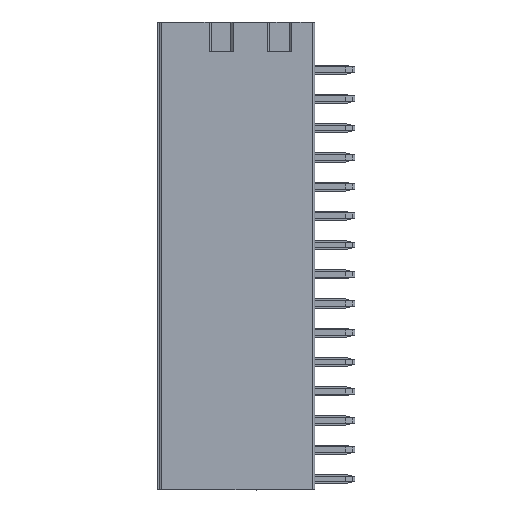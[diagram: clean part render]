
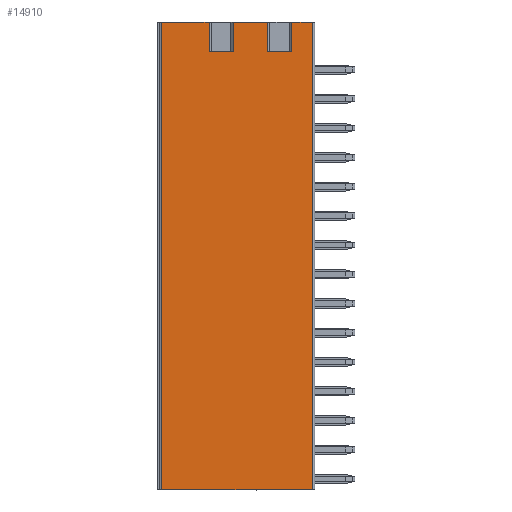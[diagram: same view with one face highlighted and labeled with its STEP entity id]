
A CAD part, top view. The second image highlights one B-rep face of the part: STEP entity #14910.
In plain terms, the highlighted planar face has unit normal (0, 0, 1).
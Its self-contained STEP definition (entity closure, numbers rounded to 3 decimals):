
#733=DIRECTION('',(0.,1.,0.));
#734=VECTOR('',#733,40.64);
#735=CARTESIAN_POINT('',(-13.3,-35.56,0.));
#736=LINE('',#735,#734);
#737=DIRECTION('',(0.,1.,0.));
#738=VECTOR('',#737,2.54);
#739=CARTESIAN_POINT('',(-9.18,2.54,0.));
#740=LINE('',#739,#738);
#741=DIRECTION('',(1.,0.,0.));
#742=VECTOR('',#741,2.1);
#743=CARTESIAN_POINT('',(-9.18,2.54,0.));
#744=LINE('',#743,#742);
#745=DIRECTION('',(0.,1.,0.));
#746=VECTOR('',#745,2.54);
#747=CARTESIAN_POINT('',(-7.08,2.54,0.));
#748=LINE('',#747,#746);
#749=DIRECTION('',(0.,1.,0.));
#750=VECTOR('',#749,2.54);
#751=CARTESIAN_POINT('',(-4.1,2.54,0.));
#752=LINE('',#751,#750);
#753=DIRECTION('',(1.,0.,0.));
#754=VECTOR('',#753,2.1);
#755=CARTESIAN_POINT('',(-4.1,2.54,0.));
#756=LINE('',#755,#754);
#757=DIRECTION('',(0.,1.,0.));
#758=VECTOR('',#757,2.54);
#759=CARTESIAN_POINT('',(-2.,2.54,0.));
#760=LINE('',#759,#758);
#761=DIRECTION('',(0.,1.,0.));
#762=VECTOR('',#761,40.64);
#763=CARTESIAN_POINT('',(-0.2,-35.56,0.));
#764=LINE('',#763,#762);
#3468=DIRECTION('',(1.,0.,0.));
#3469=VECTOR('',#3468,13.1);
#3470=CARTESIAN_POINT('',(-13.3,-35.56,0.));
#3471=LINE('',#3470,#3469);
#4243=DIRECTION('',(1.,0.,0.));
#4244=VECTOR('',#4243,2.98);
#4245=CARTESIAN_POINT('',(-7.08,5.08,0.));
#4246=LINE('',#4245,#4244);
#4259=DIRECTION('',(1.,0.,0.));
#4260=VECTOR('',#4259,4.12);
#4261=CARTESIAN_POINT('',(-13.3,5.08,0.));
#4262=LINE('',#4261,#4260);
#4348=DIRECTION('',(1.,0.,0.));
#4349=VECTOR('',#4348,1.8);
#4350=CARTESIAN_POINT('',(-2.,5.08,0.));
#4351=LINE('',#4350,#4349);
#11196=CARTESIAN_POINT('',(-13.3,5.08,0.));
#11197=VERTEX_POINT('',#11196);
#11198=CARTESIAN_POINT('',(-0.2,5.08,0.));
#11200=VERTEX_POINT('',#11198);
#11279=CARTESIAN_POINT('',(-4.1,5.08,0.));
#11281=VERTEX_POINT('',#11279);
#11282=CARTESIAN_POINT('',(-2.,5.08,0.));
#11284=VERTEX_POINT('',#11282);
#11290=CARTESIAN_POINT('',(-9.18,5.08,0.));
#11291=VERTEX_POINT('',#11290);
#11292=CARTESIAN_POINT('',(-7.08,5.08,0.));
#11293=VERTEX_POINT('',#11292);
#11311=CARTESIAN_POINT('',(-4.1,2.54,0.));
#11313=VERTEX_POINT('',#11311);
#11314=CARTESIAN_POINT('',(-2.,2.54,0.));
#11316=VERTEX_POINT('',#11314);
#11322=CARTESIAN_POINT('',(-9.18,2.54,0.));
#11323=VERTEX_POINT('',#11322);
#11324=CARTESIAN_POINT('',(-7.08,2.54,0.));
#11325=VERTEX_POINT('',#11324);
#13596=CARTESIAN_POINT('',(-13.3,-35.56,0.));
#13597=VERTEX_POINT('',#13596);
#13598=CARTESIAN_POINT('',(-0.2,-35.56,0.));
#13599=VERTEX_POINT('',#13598);
#14880=CARTESIAN_POINT('',(-13.3,0.,0.));
#14881=DIRECTION('',(0.,0.,1.));
#14882=DIRECTION('',(1.,0.,0.));
#14883=AXIS2_PLACEMENT_3D('',#14880,#14881,#14882);
#14884=PLANE('',#14883);
#14886=ORIENTED_EDGE('',*,*,#14885,.F.);
#14888=ORIENTED_EDGE('',*,*,#14887,.F.);
#14889=ORIENTED_EDGE('',*,*,#14870,.T.);
#14891=ORIENTED_EDGE('',*,*,#14890,.T.);
#14893=ORIENTED_EDGE('',*,*,#14892,.F.);
#14895=ORIENTED_EDGE('',*,*,#14894,.T.);
#14897=ORIENTED_EDGE('',*,*,#14896,.T.);
#14899=ORIENTED_EDGE('',*,*,#14898,.T.);
#14901=ORIENTED_EDGE('',*,*,#14900,.F.);
#14903=ORIENTED_EDGE('',*,*,#14902,.T.);
#14905=ORIENTED_EDGE('',*,*,#14904,.T.);
#14907=ORIENTED_EDGE('',*,*,#14906,.T.);
#14908=EDGE_LOOP('',(#14886,#14888,#14889,#14891,#14893,#14895,#14897,#14899,
#14901,#14903,#14905,#14907));
#14909=FACE_OUTER_BOUND('',#14908,.F.);
#14870=EDGE_CURVE('',#13597,#11197,#736,.T.);
#14885=EDGE_CURVE('',#13599,#11200,#764,.T.);
#14887=EDGE_CURVE('',#13597,#13599,#3471,.T.);
#14890=EDGE_CURVE('',#11197,#11291,#4262,.T.);
#14892=EDGE_CURVE('',#11323,#11291,#740,.T.);
#14894=EDGE_CURVE('',#11323,#11325,#744,.T.);
#14896=EDGE_CURVE('',#11325,#11293,#748,.T.);
#14898=EDGE_CURVE('',#11293,#11281,#4246,.T.);
#14900=EDGE_CURVE('',#11313,#11281,#752,.T.);
#14902=EDGE_CURVE('',#11313,#11316,#756,.T.);
#14904=EDGE_CURVE('',#11316,#11284,#760,.T.);
#14906=EDGE_CURVE('',#11284,#11200,#4351,.T.);
#14910=ADVANCED_FACE('',(#14909),#14884,.T.);
